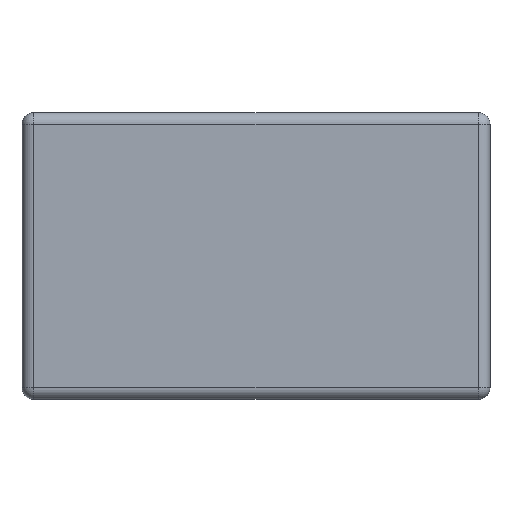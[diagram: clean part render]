
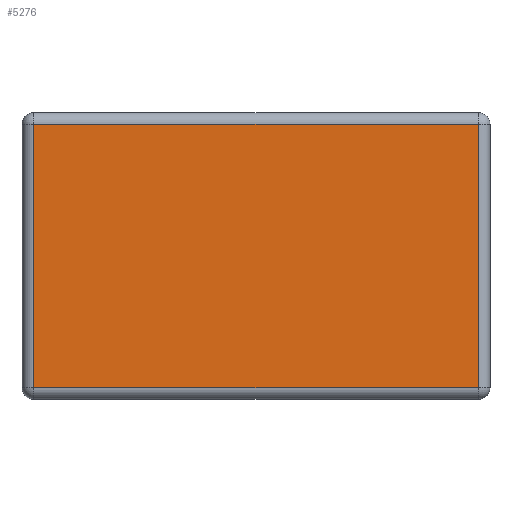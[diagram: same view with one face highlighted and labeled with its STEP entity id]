
A CAD part, front view. The second image highlights one B-rep face of the part: STEP entity #5276.
In plain terms, the highlighted planar face has unit normal (0, -1, 0).
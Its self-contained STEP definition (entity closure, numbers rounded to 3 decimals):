
#58=PLANE('',#5628);
#257=FACE_OUTER_BOUND('',#569,.T.);
#569=EDGE_LOOP('',(#3595,#3596,#3597,#3598));
#886=LINE('',#7833,#1435);
#888=LINE('',#7841,#1437);
#890=LINE('',#7851,#1439);
#892=LINE('',#7860,#1441);
#1435=VECTOR('',#6166,10.);
#1437=VECTOR('',#6174,10.);
#1439=VECTOR('',#6186,10.);
#1441=VECTOR('',#6198,10.);
#2231=VERTEX_POINT('',#7830);
#2232=VERTEX_POINT('',#7832);
#2235=VERTEX_POINT('',#7840);
#2238=VERTEX_POINT('',#7850);
#2757=EDGE_CURVE('',#2231,#2232,#886,.T.);
#2761=EDGE_CURVE('',#2232,#2235,#888,.T.);
#2766=EDGE_CURVE('',#2235,#2238,#890,.T.);
#2771=EDGE_CURVE('',#2238,#2231,#892,.T.);
#3595=ORIENTED_EDGE('',*,*,#2757,.F.);
#3596=ORIENTED_EDGE('',*,*,#2771,.F.);
#3597=ORIENTED_EDGE('',*,*,#2766,.F.);
#3598=ORIENTED_EDGE('',*,*,#2761,.F.);
#5276=ADVANCED_FACE('',(#257),#58,.F.);
#5628=AXIS2_PLACEMENT_3D('',#7886,#6229,#6230);
#6166=DIRECTION('',(0.,0.,-1.));
#6174=DIRECTION('',(-1.,0.,0.));
#6186=DIRECTION('',(0.,0.,1.));
#6198=DIRECTION('',(1.,0.,0.));
#6229=DIRECTION('center_axis',(0.,1.,0.));
#6230=DIRECTION('ref_axis',(1.,0.,0.));
#7830=CARTESIAN_POINT('',(133.65,0.,59.15));
#7832=CARTESIAN_POINT('',(133.65,0.,-83.725));
#7833=CARTESIAN_POINT('',(133.65,0.,23.431));
#7840=CARTESIAN_POINT('',(-107.65,0.,-83.725));
#7841=CARTESIAN_POINT('',(73.325,0.,-83.725));
#7850=CARTESIAN_POINT('',(-107.65,0.,59.15));
#7851=CARTESIAN_POINT('',(-107.65,0.,-48.006));
#7860=CARTESIAN_POINT('',(-47.325,0.,59.15));
#7886=CARTESIAN_POINT('Origin',(13.,0.,-12.287));
